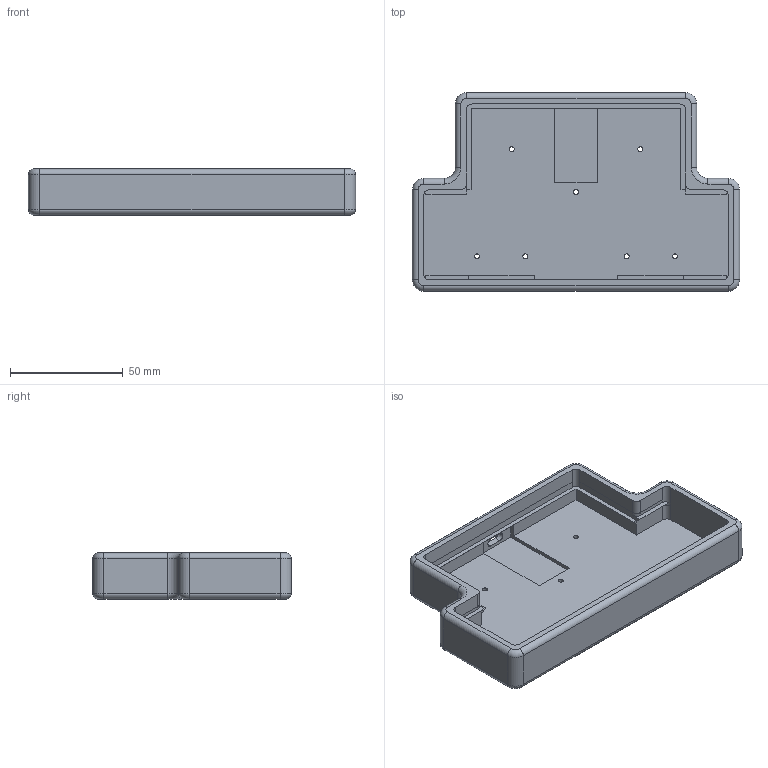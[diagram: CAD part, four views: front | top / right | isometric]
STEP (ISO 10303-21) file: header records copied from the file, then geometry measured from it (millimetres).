
FILE_DESCRIPTION(('HOOPS Exchange Step'),'2;1');
FILE_NAME('temp_export','2023-12-31T12:23:48-05:00',('jscotto'),('Shapr3D Limited'),'HOOPS Exchange 2023.2','Shapr3D','Authorized');
FILE_SCHEMA( ('AUTOMOTIVE_DESIGN { 1 0 10303 214 1 1 1 1 }') );
Length unit declared in the file: millimetre
Products named in the file (1): Case (Pro Micro)
Bounding box: 145.35 x 88.2 x 20.6 mm (x, y, z)
Volume: 70988.9 mm3; surface area: 39592 mm2
Topology: 1 solids, 1 shells, 138 faces, 376 edges, 241 vertices
Faces by surface type: plane 69, cylinder 46, torus 16, cone 7
Full cylindrical faces by diameter (mm): 2.2 x7
Entity records: 4443 total; most frequent: DIRECTION 797, CARTESIAN_POINT 760, ORIENTED_EDGE 756, EDGE_CURVE 378, AXIS2_PLACEMENT_3D 280, VERTEX_POINT 243, VECTOR 237, LINE 237
